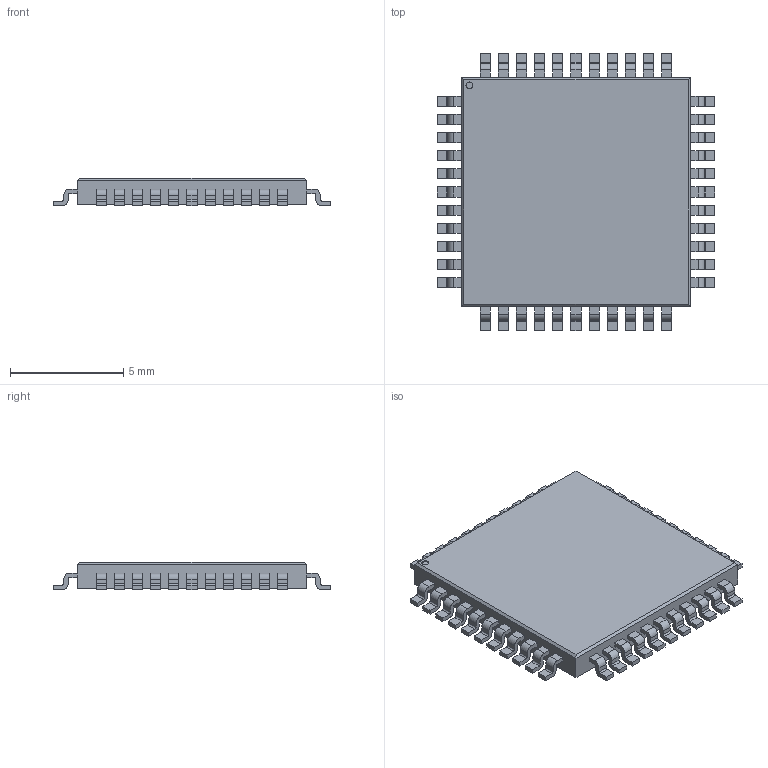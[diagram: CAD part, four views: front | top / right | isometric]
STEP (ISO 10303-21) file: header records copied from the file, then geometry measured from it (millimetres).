
FILE_DESCRIPTION(/* description */ (''),/* implementation_level */ '2;1');
FILE_NAME(/* name */ 'qfp_1643246193199.stp',/* time_stamp */ '2022-01-27T01:16:38Z',/* author */ (''),/* organization */ (''),/* preprocessor_version */ 'ST-DEVELOPER v19',/* originating_system */ 'ASM',/* authorisation */ '');
FILE_SCHEMA (('AUTOMOTIVE_DESIGN { 1 0 10303 214 3 1 1 }'));
Length unit declared in the file: millimetre
Products named in the file (1): qfp_1643246193199
Bounding box: 12.25 x 12.25 x 1.2 mm (x, y, z)
Volume: 122.9 mm3; surface area: 331.5 mm2
Topology: 1 solids, 1 shells, 584 faces, 1607 edges, 1070 vertices
Faces by surface type: plane 407, cylinder 177
Full cylindrical faces by diameter (mm): 0.3 x1
Entity records: 19129 total; most frequent: CARTESIAN_POINT 3262, ORIENTED_EDGE 3214, DIRECTION 3131, EDGE_CURVE 1607, LINE 1253, VECTOR 1253, VERTEX_POINT 1070, AXIS2_PLACEMENT_3D 939
